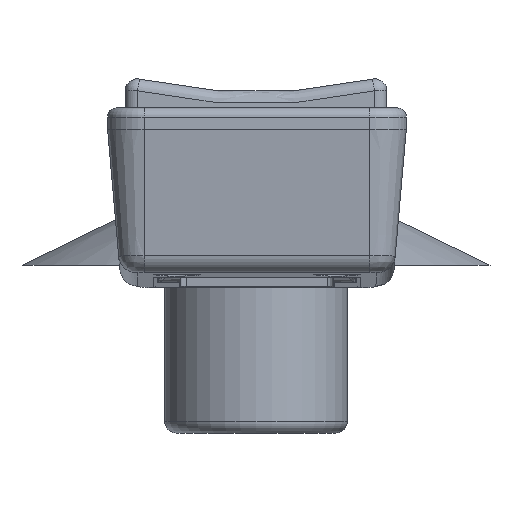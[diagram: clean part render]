
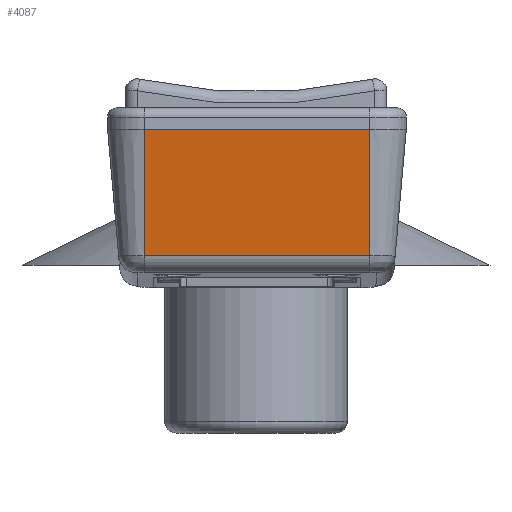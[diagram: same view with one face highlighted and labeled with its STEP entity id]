
A CAD part, front view. The second image highlights one B-rep face of the part: STEP entity #4087.
In plain terms, the highlighted face is planar.
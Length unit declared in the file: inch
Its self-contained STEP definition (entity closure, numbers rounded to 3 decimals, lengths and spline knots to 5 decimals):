
#3715=PLANE('',#13538);
#4087=ADVANCED_FACE('',(#4847),#3715,.T.);
#4847=FACE_OUTER_BOUND('',#5444,.T.);
#5444=EDGE_LOOP('',(#7012,#7013,#7014,#7015));
#7012=ORIENTED_EDGE('',*,*,#10542,.T.);
#7013=ORIENTED_EDGE('',*,*,#10543,.T.);
#7014=ORIENTED_EDGE('',*,*,#10544,.T.);
#7015=ORIENTED_EDGE('',*,*,#10545,.T.);
#9547=VERTEX_POINT('',#18540);
#9548=VERTEX_POINT('',#18541);
#9549=VERTEX_POINT('',#18543);
#9550=VERTEX_POINT('',#18545);
#10542=EDGE_CURVE('',#9547,#9548,#11808,.T.);
#10543=EDGE_CURVE('',#9548,#9549,#11809,.T.);
#10544=EDGE_CURVE('',#9549,#9550,#11810,.T.);
#10545=EDGE_CURVE('',#9550,#9547,#11811,.T.);
#11808=LINE('',#18539,#12643);
#11809=LINE('',#18542,#12644);
#11810=LINE('',#18544,#12645);
#11811=LINE('',#18546,#12646);
#12643=VECTOR('',#14926,1.);
#12644=VECTOR('',#14927,1.);
#12645=VECTOR('',#14928,1.);
#12646=VECTOR('',#14929,1.);
#13538=AXIS2_PLACEMENT_3D('',#18547,#14930,#14931);
#14926=DIRECTION('',(0.,0.087,0.996));
#14927=DIRECTION('',(-1.,0.,0.));
#14928=DIRECTION('',(0.,-0.087,-0.996));
#14929=DIRECTION('',(1.,0.,0.));
#14930=DIRECTION('',(0.,-0.996,0.087));
#14931=DIRECTION('',(0.,-0.087,-0.996));
#18539=CARTESIAN_POINT('',(0.185,0.,0.));
#18540=CARTESIAN_POINT('',(0.185,0.,0.));
#18541=CARTESIAN_POINT('',(0.185,0.01814,0.2074));
#18542=CARTESIAN_POINT('',(0.,0.01814,0.2074));
#18543=CARTESIAN_POINT('',(-0.185,0.01814,0.2074));
#18544=CARTESIAN_POINT('',(-0.185,0.,0.));
#18545=CARTESIAN_POINT('',(-0.185,0.,0.));
#18546=CARTESIAN_POINT('',(0.,0.,0.));
#18547=CARTESIAN_POINT('',(0.,0.,0.));
